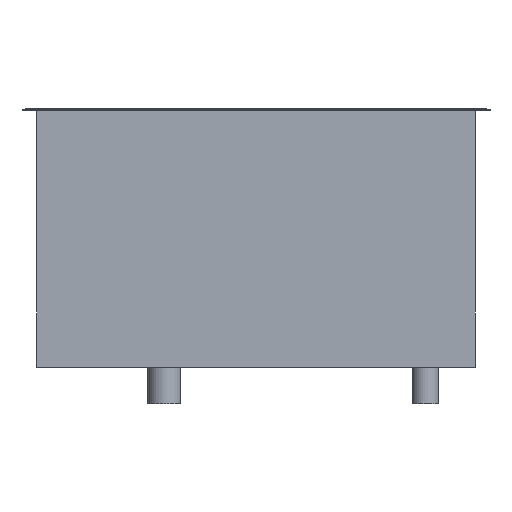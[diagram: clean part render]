
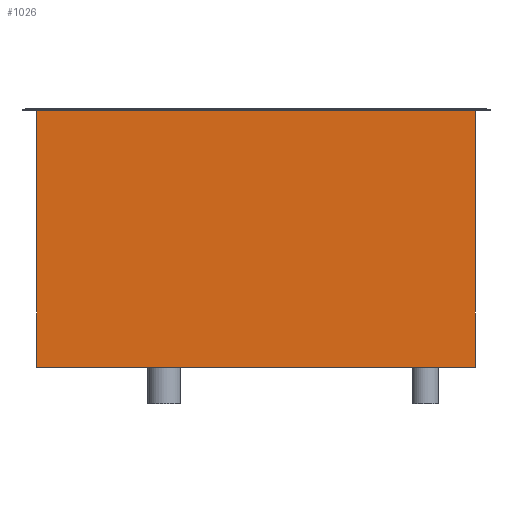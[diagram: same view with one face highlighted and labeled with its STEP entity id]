
A CAD part, left-side view. The second image highlights one B-rep face of the part: STEP entity #1026.
In plain terms, the highlighted planar face has unit normal (-1, 0, 0).
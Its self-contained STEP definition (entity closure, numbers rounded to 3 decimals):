
#66=FACE_OUTER_BOUND('',#134,.T.);
#134=EDGE_LOOP('',(#779,#780,#781,#782));
#176=LINE('',#1448,#306);
#179=LINE('',#1462,#309);
#213=LINE('',#1541,#343);
#215=LINE('',#1544,#345);
#306=VECTOR('',#1170,10.);
#309=VECTOR('',#1183,10.);
#343=VECTOR('',#1251,10.);
#345=VECTOR('',#1255,10.);
#434=VERTEX_POINT('',#1442);
#436=VERTEX_POINT('',#1446);
#442=VERTEX_POINT('',#1460);
#470=VERTEX_POINT('',#1539);
#528=EDGE_CURVE('',#434,#436,#176,.T.);
#535=EDGE_CURVE('',#436,#442,#179,.T.);
#573=EDGE_CURVE('',#470,#442,#213,.T.);
#575=EDGE_CURVE('',#434,#470,#215,.T.);
#779=ORIENTED_EDGE('',*,*,#528,.T.);
#780=ORIENTED_EDGE('',*,*,#535,.T.);
#781=ORIENTED_EDGE('',*,*,#573,.F.);
#782=ORIENTED_EDGE('',*,*,#575,.F.);
#962=PLANE('',#1124);
#1026=ADVANCED_FACE('',(#66),#962,.T.);
#1124=AXIS2_PLACEMENT_3D('',#1575,#1289,#1290);
#1170=DIRECTION('',(0.,-1.,0.));
#1183=DIRECTION('',(0.,0.,1.));
#1251=DIRECTION('',(0.,-1.,0.));
#1255=DIRECTION('',(0.,0.,1.));
#1289=DIRECTION('center_axis',(-1.,0.,0.));
#1290=DIRECTION('ref_axis',(0.,-1.,0.));
#1442=CARTESIAN_POINT('',(-687.5,330.,0.));
#1446=CARTESIAN_POINT('',(-687.5,-330.,0.));
#1448=CARTESIAN_POINT('',(-687.5,330.,0.));
#1460=CARTESIAN_POINT('',(-687.5,-330.,387.));
#1462=CARTESIAN_POINT('',(-687.5,-330.,0.));
#1539=CARTESIAN_POINT('',(-687.5,330.,387.));
#1541=CARTESIAN_POINT('',(-687.5,330.,387.));
#1544=CARTESIAN_POINT('',(-687.5,330.,0.));
#1575=CARTESIAN_POINT('Origin',(-687.5,330.,0.));
